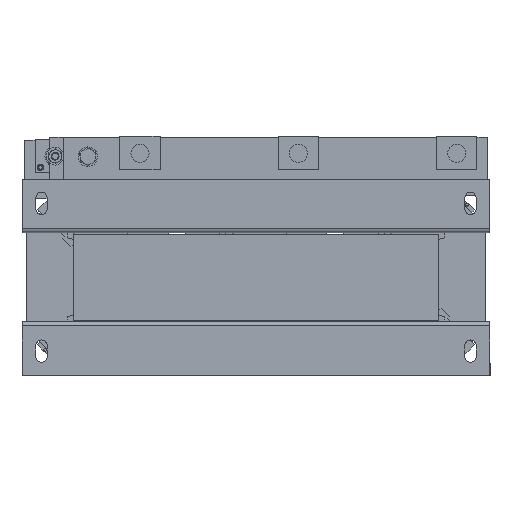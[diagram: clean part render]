
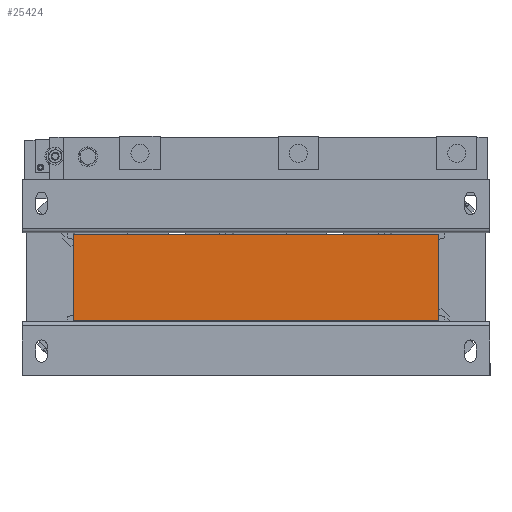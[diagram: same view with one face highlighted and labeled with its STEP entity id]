
A CAD part, front view. The second image highlights one B-rep face of the part: STEP entity #25424.
In plain terms, the highlighted planar face has unit normal (0, -1, 0).
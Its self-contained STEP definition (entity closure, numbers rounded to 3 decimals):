
#388 = ORIENTED_EDGE ( 'NONE', *, *, #28835, .F. ) ;
#811 = DIRECTION ( 'NONE',  ( 1., 0., 0. ) ) ;
#2244 = DIRECTION ( 'NONE',  ( 0., 0., -1. ) ) ;
#6490 = LINE ( 'NONE', #21021, #16177 ) ;
#8817 = EDGE_CURVE ( 'Defeature ausgef�hrt2_553+Defeature ausgef�hrt2_550+Defeature ausgef�hrt2_554+Defeature ausgef�hrt2_552', #15444, #13306, #20984, .T. ) ;
#8945 = DIRECTION ( 'NONE',  ( -1., 0., 0. ) ) ;
#11439 = VERTEX_POINT ( 'NONE', #34375 ) ;
#11964 = ORIENTED_EDGE ( 'NONE', *, *, #16016, .F. ) ;
#13306 = VERTEX_POINT ( 'NONE', #42479 ) ;
#15444 = VERTEX_POINT ( 'NONE', #17326 ) ;
#15982 = VERTEX_POINT ( 'NONE', #43148 ) ;
#16016 = EDGE_CURVE ( 'Defeature ausgef�hrt2_551+Defeature ausgef�hrt2_550+Defeature ausgef�hrt2_552+Defeature ausgef�hrt2_554', #15982, #11439, #38084, .T. ) ;
#16177 = VECTOR ( 'NONE', #2244, 1000. ) ;
#17326 = CARTESIAN_POINT ( 'NONE',  ( -187.5, -98., 44.25 ) ) ;
#18768 = CARTESIAN_POINT ( 'NONE',  ( -187.5, -98., 44.25 ) ) ;
#19764 = VECTOR ( 'NONE', #811, 1000. ) ;
#20360 = CARTESIAN_POINT ( 'NONE',  ( 187.5, -98., -44.25 ) ) ;
#20984 = LINE ( 'NONE', #24202, #19764 ) ;
#21021 = CARTESIAN_POINT ( 'NONE',  ( 187.5, -98., 44.25 ) ) ;
#22214 = VECTOR ( 'NONE', #8945, 1000. ) ;
#24202 = CARTESIAN_POINT ( 'NONE',  ( 187.5, -98., 44.25 ) ) ;
#25424 = ADVANCED_FACE ( 'Defeature ausgef�hrt2_550', ( #47887 ), #29240, .F. ) ;
#25806 = DIRECTION ( 'NONE',  ( 0., 0., -1. ) ) ;
#27157 = DIRECTION ( 'NONE',  ( 0., 0., 1. ) ) ;
#28835 = EDGE_CURVE ( 'Defeature ausgef�hrt2_552+Defeature ausgef�hrt2_550+Defeature ausgef�hrt2_553+Defeature ausgef�hrt2_551', #13306, #15982, #6490, .T. ) ;
#29091 = EDGE_CURVE ( 'Defeature ausgef�hrt2_554+Defeature ausgef�hrt2_550+Defeature ausgef�hrt2_551+Defeature ausgef�hrt2_553', #11439, #15444, #35141, .T. ) ;
#29240 = PLANE ( 'NONE',  #39437 ) ;
#29321 = EDGE_LOOP ( 'NONE', ( #34871, #11964, #388, #32064 ) ) ;
#32064 = ORIENTED_EDGE ( 'NONE', *, *, #8817, .F. ) ;
#34375 = CARTESIAN_POINT ( 'NONE',  ( -187.5, -98., -44.25 ) ) ;
#34871 = ORIENTED_EDGE ( 'NONE', *, *, #29091, .F. ) ;
#35141 = LINE ( 'NONE', #18768, #46806 ) ;
#38084 = LINE ( 'NONE', #20360, #22214 ) ;
#39437 = AXIS2_PLACEMENT_3D ( 'NONE', #48566, #49244, #25806 ) ;
#42479 = CARTESIAN_POINT ( 'NONE',  ( 187.5, -98., 44.25 ) ) ;
#43148 = CARTESIAN_POINT ( 'NONE',  ( 187.5, -98., -44.25 ) ) ;
#46806 = VECTOR ( 'NONE', #27157, 1000. ) ;
#47887 = FACE_OUTER_BOUND ( 'NONE', #29321, .T. ) ;
#48566 = CARTESIAN_POINT ( 'NONE',  ( 0., -98., 0. ) ) ;
#49244 = DIRECTION ( 'NONE',  ( 0., 1., 0. ) ) ;
